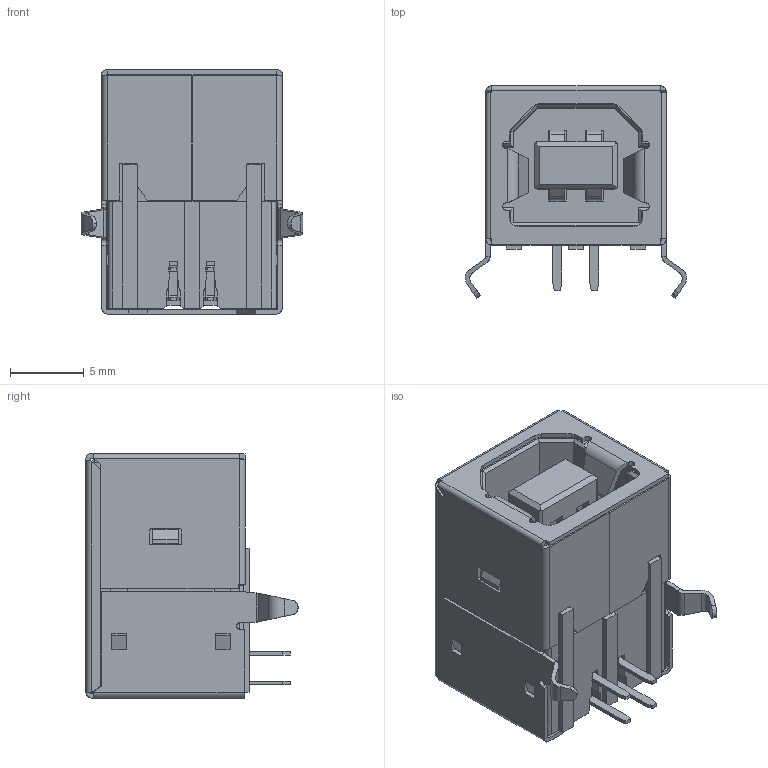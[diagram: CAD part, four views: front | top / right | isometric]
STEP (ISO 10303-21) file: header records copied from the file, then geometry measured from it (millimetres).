
FILE_DESCRIPTION (( 'STEP AP214' ), '1' );
FILE_NAME ('690P204-12C-221.STEP', '2021-01-14T20:35:06', ( '' ), ( '' ), 'SwSTEP 2.0', 'SolidWorks 2020', '' );
FILE_SCHEMA (( 'AUTOMOTIVE_DESIGN' ));
Length unit declared in the file: millimetre
Products named in the file (5): INSULATOR 690P204-X2C-22X_Black; CONTACT 690P204-X2C-22X; 690P204-12C-221; CONTACT01 690P204-X2C-22X; SHELL 690P204-X2C-22X
Assembly tree (6 placements, depth 2):
  690P204-12C-221
    SHELL 690P204-X2C-22X
    INSULATOR 690P204-X2C-22X_Black
    CONTACT 690P204-X2C-22X  x2
    CONTACT01 690P204-X2C-22X  x2
Bounding box: 14.96 x 14.33 x 16.5 mm (x, y, z)
Volume: 1279.4 mm3; surface area: 3559.4 mm2
Topology: 6 solids, 6 shells, 713 faces, 2020 edges, 1311 vertices
Faces by surface type: plane 549, cylinder 145, bspline 12, cone 7
Entity records: 19352 total; most frequent: CARTESIAN_POINT 3959, ORIENTED_EDGE 3312, DIRECTION 2962, EDGE_CURVE 1656, LINE 1406, VECTOR 1406, VERTEX_POINT 1071, AXIS2_PLACEMENT_3D 778
